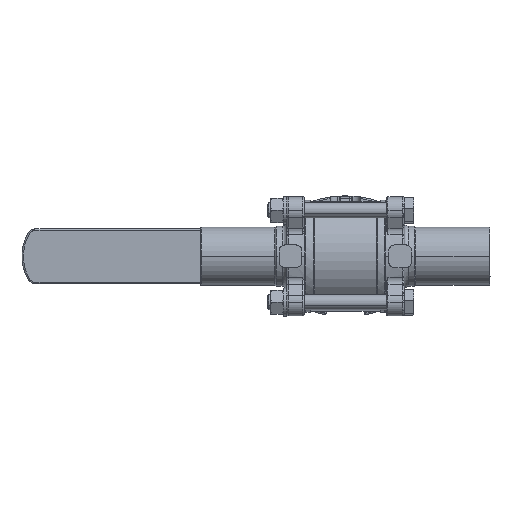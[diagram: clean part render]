
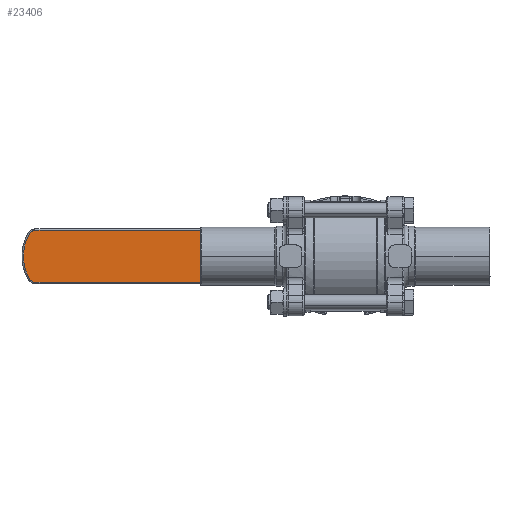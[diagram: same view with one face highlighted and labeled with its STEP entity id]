
A CAD part, front view. The second image highlights one B-rep face of the part: STEP entity #23406.
In plain terms, the highlighted planar face has unit normal (0, -1, 0).
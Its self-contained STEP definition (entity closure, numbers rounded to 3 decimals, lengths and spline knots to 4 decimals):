
#2356 = ORIENTED_EDGE ( 'NONE', *, *, #25308, .F. ) ;
#2358 = ORIENTED_EDGE ( 'NONE', *, *, #25323, .F. ) ;
#2359 = ORIENTED_EDGE ( 'NONE', *, *, #25321, .F. ) ;
#2360 = ORIENTED_EDGE ( 'NONE', *, *, #25313, .F. ) ;
#2361 = ORIENTED_EDGE ( 'NONE', *, *, #25303, .F. ) ;
#2362 = ORIENTED_EDGE ( 'NONE', *, *, #25328, .F. ) ;
#12356 = FACE_OUTER_BOUND ( 'NONE', #13389, .T. ) ;
#12726 = VERTEX_POINT ( 'NONE', #49927 ) ;
#12728 = VERTEX_POINT ( 'NONE', #49924 ) ;
#12731 = VERTEX_POINT ( 'NONE', #49919 ) ;
#12732 = VERTEX_POINT ( 'NONE', #49918 ) ;
#12750 = VERTEX_POINT ( 'NONE', #49892 ) ;
#12751 = VERTEX_POINT ( 'NONE', #49890 ) ;
#13389 = EDGE_LOOP ( 'NONE', ( #2358, #2359, #2360, #2356, #2361, #2362 ) ) ;
#15268 = LINE ( 'NONE', #48597, #47255 ) ;
#15571 = LINE ( 'NONE', #48625, #47308 ) ;
#16159 = LINE ( 'NONE', #48602, #47270 ) ;
#23406 = ADVANCED_FACE ( 'NONE', ( #12356 ), #45783, .F. ) ;
#25303 = EDGE_CURVE ( 'NONE', #12751, #12750, #15268, .T. ) ;
#25308 = EDGE_CURVE ( 'NONE', #12750, #12731, #16159, .T. ) ;
#25313 = EDGE_CURVE ( 'NONE', #12731, #12732, #48384, .T. ) ;
#25321 = EDGE_CURVE ( 'NONE', #12732, #12726, #47234, .T. ) ;
#25323 = EDGE_CURVE ( 'NONE', #12726, #12728, #47287, .T. ) ;
#25328 = EDGE_CURVE ( 'NONE', #12728, #12751, #15571, .T. ) ;
#42816 = AXIS2_PLACEMENT_3D ( 'NONE', #45784, #45785, #45786 ) ;
#45783 = PLANE ( 'NONE',  #42816 ) ;
#45784 = CARTESIAN_POINT ( 'NONE',  ( -7.2835, 4.6168, 0. ) ) ;
#45785 = DIRECTION ( 'NONE',  ( 0., 1., 0. ) ) ;
#45786 = DIRECTION ( 'NONE',  ( 0., 0., 1. ) ) ;
#46589 = AXIS2_PLACEMENT_3D ( 'NONE', #48607, #48608, #48609 ) ;
#47234 = CIRCLE ( 'NONE', #47300, 1.1417 ) ;
#47255 = VECTOR ( 'NONE', #48598, 39.3701 ) ;
#47270 = VECTOR ( 'NONE', #48603, 39.3701 ) ;
#47287 = CIRCLE ( 'NONE', #47304, 0.1575 ) ;
#47300 = AXIS2_PLACEMENT_3D ( 'NONE', #48616, #48617, #48618 ) ;
#47304 = AXIS2_PLACEMENT_3D ( 'NONE', #48619, #48620, #48621 ) ;
#47308 = VECTOR ( 'NONE', #48626, 39.3701 ) ;
#48384 = CIRCLE ( 'NONE', #46589, 0.1575 ) ;
#48597 = CARTESIAN_POINT ( 'NONE',  ( -2.874, 4.6168, 0. ) ) ;
#48598 = DIRECTION ( 'NONE',  ( 0., 0., -1. ) ) ;
#48602 = CARTESIAN_POINT ( 'NONE',  ( -7.2835, 4.6168, -0.6693 ) ) ;
#48603 = DIRECTION ( 'NONE',  ( -1., 0., 0. ) ) ;
#48607 = CARTESIAN_POINT ( 'NONE',  ( -8.1242, 4.6168, -0.5118 ) ) ;
#48608 = DIRECTION ( 'NONE',  ( 0., 1., 0. ) ) ;
#48609 = DIRECTION ( 'NONE',  ( 0., 0., 1. ) ) ;
#48616 = CARTESIAN_POINT ( 'NONE',  ( -7.2835, 4.6168, 0. ) ) ;
#48617 = DIRECTION ( 'NONE',  ( 0., 1., 0. ) ) ;
#48618 = DIRECTION ( 'NONE',  ( 0., 0., 1. ) ) ;
#48619 = CARTESIAN_POINT ( 'NONE',  ( -8.1242, 4.6168, 0.5118 ) ) ;
#48620 = DIRECTION ( 'NONE',  ( 0., 1., 0. ) ) ;
#48621 = DIRECTION ( 'NONE',  ( 0., 0., 1. ) ) ;
#48625 = CARTESIAN_POINT ( 'NONE',  ( -7.2835, 4.6168, 0.6693 ) ) ;
#48626 = DIRECTION ( 'NONE',  ( 1., 0., 0. ) ) ;
#49890 = CARTESIAN_POINT ( 'NONE',  ( -2.874, 4.6168, 0.6693 ) ) ;
#49892 = CARTESIAN_POINT ( 'NONE',  ( -2.874, 4.6168, -0.6693 ) ) ;
#49918 = CARTESIAN_POINT ( 'NONE',  ( -8.2587, 4.6168, -0.5937 ) ) ;
#49919 = CARTESIAN_POINT ( 'NONE',  ( -8.1242, 4.6168, -0.6693 ) ) ;
#49924 = CARTESIAN_POINT ( 'NONE',  ( -8.1242, 4.6168, 0.6693 ) ) ;
#49927 = CARTESIAN_POINT ( 'NONE',  ( -8.2587, 4.6168, 0.5937 ) ) ;
